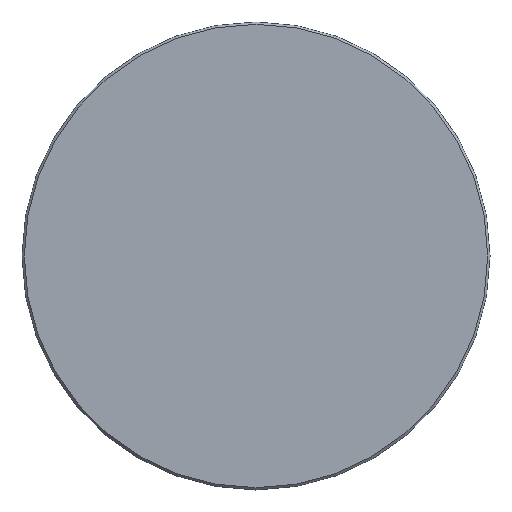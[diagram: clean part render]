
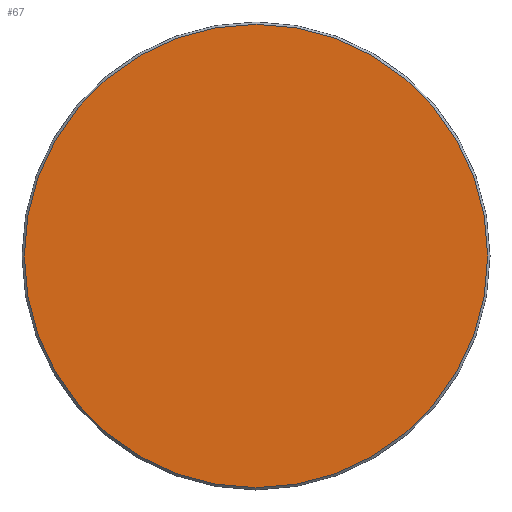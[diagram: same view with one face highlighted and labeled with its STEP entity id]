
A CAD part, left-side view. The second image highlights one B-rep face of the part: STEP entity #67.
In plain terms, the highlighted planar face has unit normal (-1, 0, 0).
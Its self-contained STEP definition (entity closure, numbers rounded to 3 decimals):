
#7 = FACE_OUTER_BOUND ( 'NONE', #150, .T. ) ;
#16 = CIRCLE ( 'NONE', #133, 25.15 ) ;
#46 = ORIENTED_EDGE ( 'NONE', *, *, #94, .T. ) ;
#67 = ADVANCED_FACE ( 'NONE', ( #7 ), #126, .F. ) ;
#78 = CARTESIAN_POINT ( 'NONE',  ( -2.2, 0., 0. ) ) ;
#79 = DIRECTION ( 'NONE',  ( -1., 0., 0. ) ) ;
#94 = EDGE_CURVE ( 'NONE', #248, #156, #16, .T. ) ;
#97 = CARTESIAN_POINT ( 'NONE',  ( -2.2, 0., 0. ) ) ;
#99 = CARTESIAN_POINT ( 'NONE',  ( -2.2, 0., -25.15 ) ) ;
#118 = DIRECTION ( 'NONE',  ( 1., 0., 0. ) ) ;
#126 = PLANE ( 'NONE',  #301 ) ;
#133 = AXIS2_PLACEMENT_3D ( 'NONE', #78, #79, #282 ) ;
#143 = CARTESIAN_POINT ( 'NONE',  ( -2.2, 0., 0. ) ) ;
#148 = CIRCLE ( 'NONE', #268, 25.15 ) ;
#150 = EDGE_LOOP ( 'NONE', ( #245, #46 ) ) ;
#156 = VERTEX_POINT ( 'NONE', #99 ) ;
#203 = DIRECTION ( 'NONE',  ( 0., 0., -1. ) ) ;
#223 = EDGE_CURVE ( 'NONE', #156, #248, #148, .T. ) ;
#245 = ORIENTED_EDGE ( 'NONE', *, *, #223, .T. ) ;
#248 = VERTEX_POINT ( 'NONE', #300 ) ;
#251 = DIRECTION ( 'NONE',  ( -1., 0., 0. ) ) ;
#268 = AXIS2_PLACEMENT_3D ( 'NONE', #143, #251, #203 ) ;
#282 = DIRECTION ( 'NONE',  ( 0., 0., -1. ) ) ;
#299 = DIRECTION ( 'NONE',  ( 0., 0., -1. ) ) ;
#300 = CARTESIAN_POINT ( 'NONE',  ( -2.2, 0., 25.15 ) ) ;
#301 = AXIS2_PLACEMENT_3D ( 'NONE', #97, #118, #299 ) ;
